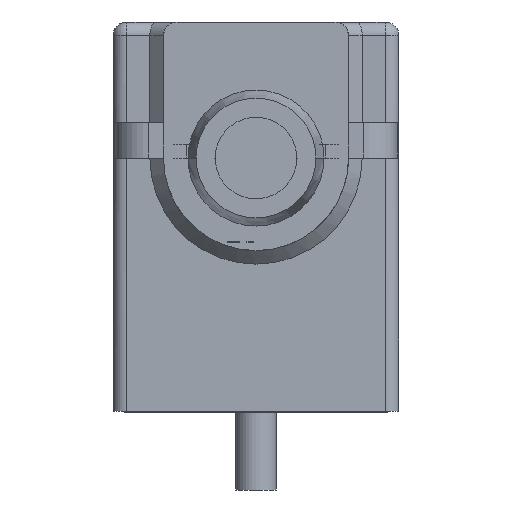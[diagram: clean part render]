
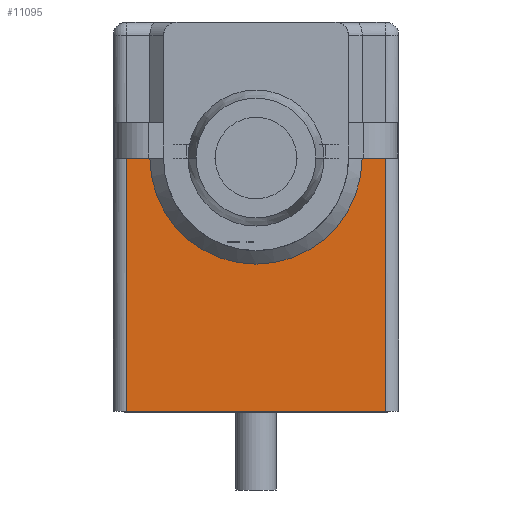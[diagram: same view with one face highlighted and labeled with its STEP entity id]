
A CAD part, front view. The second image highlights one B-rep face of the part: STEP entity #11095.
In plain terms, the highlighted planar face has unit normal (0, -1, 0).
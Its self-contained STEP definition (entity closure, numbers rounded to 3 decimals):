
#7 = VERTEX_POINT ( 'NONE', #3752 ) ;
#357 = VERTEX_POINT ( 'NONE', #7797 ) ;
#433 = LINE ( 'NONE', #8262, #2129 ) ;
#465 = EDGE_CURVE ( 'NONE', #8915, #6613, #8329, .T. ) ;
#532 = VERTEX_POINT ( 'NONE', #2717 ) ;
#920 = FACE_OUTER_BOUND ( 'NONE', #11497, .T. ) ;
#958 = CARTESIAN_POINT ( 'NONE',  ( 0., -14.2, 16.198 ) ) ;
#1510 = VECTOR ( 'NONE', #2583, 1000. ) ;
#1725 = VECTOR ( 'NONE', #10972, 1000. ) ;
#1794 = ORIENTED_EDGE ( 'NONE', *, *, #7677, .T. ) ;
#2129 = VECTOR ( 'NONE', #5003, 1000. ) ;
#2479 = CARTESIAN_POINT ( 'NONE',  ( 9.5, -14.2, 16.198 ) ) ;
#2583 = DIRECTION ( 'NONE',  ( 0., 0., -1. ) ) ;
#2717 = CARTESIAN_POINT ( 'NONE',  ( -7.8, -14.2, 16.198 ) ) ;
#3169 = EDGE_CURVE ( 'NONE', #532, #357, #6574, .T. ) ;
#3247 = ORIENTED_EDGE ( 'NONE', *, *, #3169, .F. ) ;
#3344 = CARTESIAN_POINT ( 'NONE',  ( -7.8, -14.2, 16.198 ) ) ;
#3483 = DIRECTION ( 'NONE',  ( -1., 0., 0. ) ) ;
#3535 = DIRECTION ( 'NONE',  ( 0., -1., 0. ) ) ;
#3683 = ORIENTED_EDGE ( 'NONE', *, *, #9226, .T. ) ;
#3752 = CARTESIAN_POINT ( 'NONE',  ( -9.5, -14.2, -2.402 ) ) ;
#4135 = DIRECTION ( 'NONE',  ( 1., 0., 0. ) ) ;
#4284 = CARTESIAN_POINT ( 'NONE',  ( 9.5, -14.2, 16.198 ) ) ;
#4476 = VECTOR ( 'NONE', #10523, 1000. ) ;
#4576 = AXIS2_PLACEMENT_3D ( 'NONE', #5627, #3535, #3483 ) ;
#4636 = LINE ( 'NONE', #9109, #4476 ) ;
#5003 = DIRECTION ( 'NONE',  ( 0., 0., -1. ) ) ;
#5627 = CARTESIAN_POINT ( 'NONE',  ( 9.5, -14.2, 16.198 ) ) ;
#6397 = EDGE_CURVE ( 'NONE', #6613, #7, #4636, .T. ) ;
#6484 = DIRECTION ( 'NONE',  ( -1., 0., 0. ) ) ;
#6574 = CIRCLE ( 'NONE', #9417, 7.8 ) ;
#6613 = VERTEX_POINT ( 'NONE', #10762 ) ;
#6815 = VECTOR ( 'NONE', #6484, 1000. ) ;
#6979 = LINE ( 'NONE', #4284, #6815 ) ;
#7524 = LINE ( 'NONE', #3344, #1725 ) ;
#7618 = CARTESIAN_POINT ( 'NONE',  ( -9.5, -14.2, 16.198 ) ) ;
#7677 = EDGE_CURVE ( 'NONE', #532, #10432, #7524, .T. ) ;
#7797 = CARTESIAN_POINT ( 'NONE',  ( 7.8, -14.2, 16.198 ) ) ;
#8262 = CARTESIAN_POINT ( 'NONE',  ( -9.5, -14.2, 16.198 ) ) ;
#8329 = LINE ( 'NONE', #11276, #1510 ) ;
#8915 = VERTEX_POINT ( 'NONE', #2479 ) ;
#9109 = CARTESIAN_POINT ( 'NONE',  ( 9.5, -14.2, -2.402 ) ) ;
#9226 = EDGE_CURVE ( 'NONE', #8915, #357, #6979, .T. ) ;
#9417 = AXIS2_PLACEMENT_3D ( 'NONE', #958, #10706, #4135 ) ;
#9495 = ORIENTED_EDGE ( 'NONE', *, *, #10772, .T. ) ;
#9686 = ORIENTED_EDGE ( 'NONE', *, *, #6397, .F. ) ;
#10061 = PLANE ( 'NONE',  #4576 ) ;
#10354 = ORIENTED_EDGE ( 'NONE', *, *, #465, .F. ) ;
#10432 = VERTEX_POINT ( 'NONE', #7618 ) ;
#10523 = DIRECTION ( 'NONE',  ( -1., 0., 0. ) ) ;
#10706 = DIRECTION ( 'NONE',  ( 0., -1., 0. ) ) ;
#10762 = CARTESIAN_POINT ( 'NONE',  ( 9.5, -14.2, -2.402 ) ) ;
#10772 = EDGE_CURVE ( 'NONE', #10432, #7, #433, .T. ) ;
#10972 = DIRECTION ( 'NONE',  ( -1., 0., 0. ) ) ;
#11095 = ADVANCED_FACE ( 'NONE', ( #920 ), #10061, .T. ) ;
#11276 = CARTESIAN_POINT ( 'NONE',  ( 9.5, -14.2, 16.198 ) ) ;
#11497 = EDGE_LOOP ( 'NONE', ( #1794, #9495, #9686, #10354, #3683, #3247 ) ) ;
